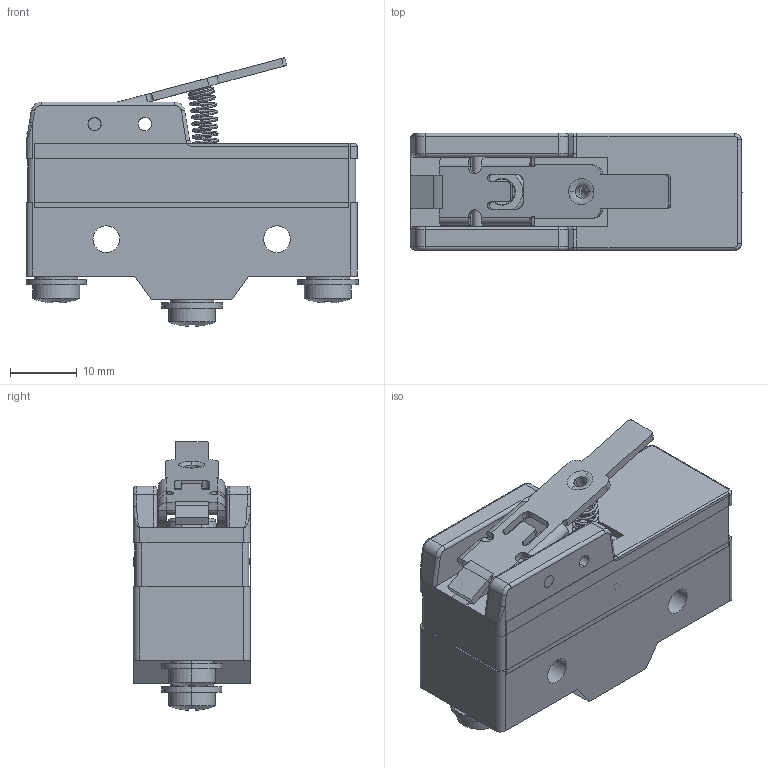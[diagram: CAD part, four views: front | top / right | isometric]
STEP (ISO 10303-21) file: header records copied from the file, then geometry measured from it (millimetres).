
FILE_DESCRIPTION((''),'2;1');
FILE_NAME('11N2','2022-03-01T',('qinxiong.ji'),(''),'PRO/ENGINEER BY PARAMETRIC TECHNOLOGY CORPORATION, 2015440','PRO/ENGINEER BY PARAMETRIC TECHNOLOGY CORPORATION, 2015440','');
FILE_SCHEMA(('CONFIG_CONTROL_DESIGN'));
Length unit declared in the file: millimetre
Products named in the file (1): 11N2
Bounding box: 49.6 x 17.55 x 40.16 mm (x, y, z)
Volume: 19125.4 mm3; surface area: 8404.8 mm2
Topology: 2 solids, 5 shells, 338 faces, 819 edges, 500 vertices
Faces by surface type: plane 165, cylinder 119, bspline 22, torus 16, cone 8, sphere 8
Entity records: 17836 total; most frequent: CARTESIAN_POINT 9797, DIRECTION 1721, ORIENTED_EDGE 1630, EDGE_CURVE 815, AXIS2_PLACEMENT_3D 647, VERTEX_POINT 500, VECTOR 427, LINE 427
